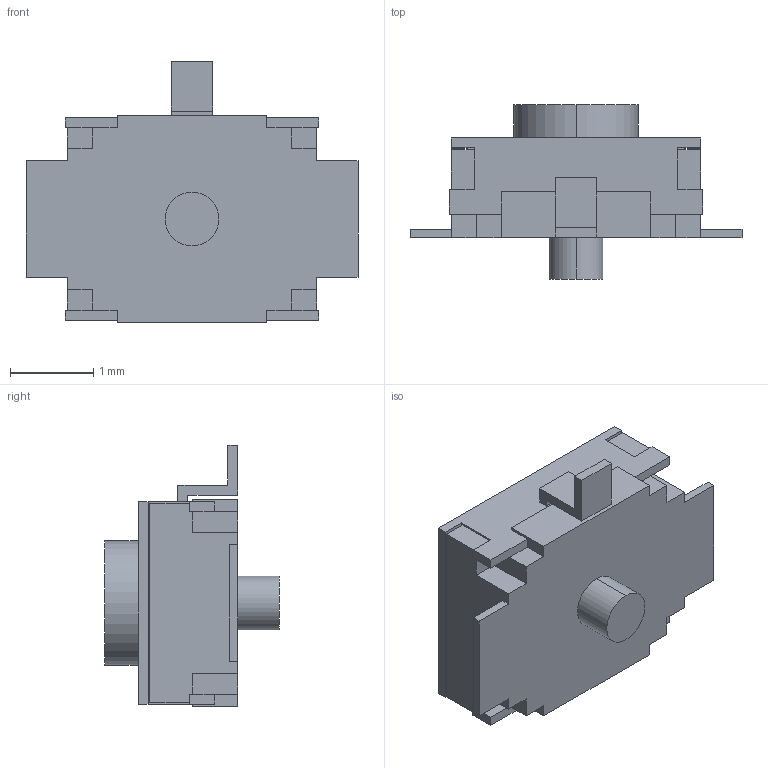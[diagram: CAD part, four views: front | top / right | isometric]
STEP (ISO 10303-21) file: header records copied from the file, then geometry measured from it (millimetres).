
FILE_DESCRIPTION (( 'STEP AP214' ), '1' );
FILE_NAME ('B3U-1100P.STEP', '2024-06-24T07:26:03', ( '' ), ( '' ), 'SwSTEP 2.0', 'SolidWorks 2023', '' );
FILE_SCHEMA (( 'AUTOMOTIVE_DESIGN' ));
Length unit declared in the file: millimetre
Products named in the file (1): B3U-1100P
Bounding box: 4 x 2.1 x 3.15 mm (x, y, z)
Volume: 9.7 mm3; surface area: 38.2 mm2
Topology: 1 solids, 1 shells, 89 faces, 248 edges, 164 vertices
Faces by surface type: plane 85, cylinder 4
Entity records: 2854 total; most frequent: CARTESIAN_POINT 502, ORIENTED_EDGE 496, DIRECTION 436, EDGE_CURVE 248, LINE 240, VECTOR 240, VERTEX_POINT 164, AXIS2_PLACEMENT_3D 98
